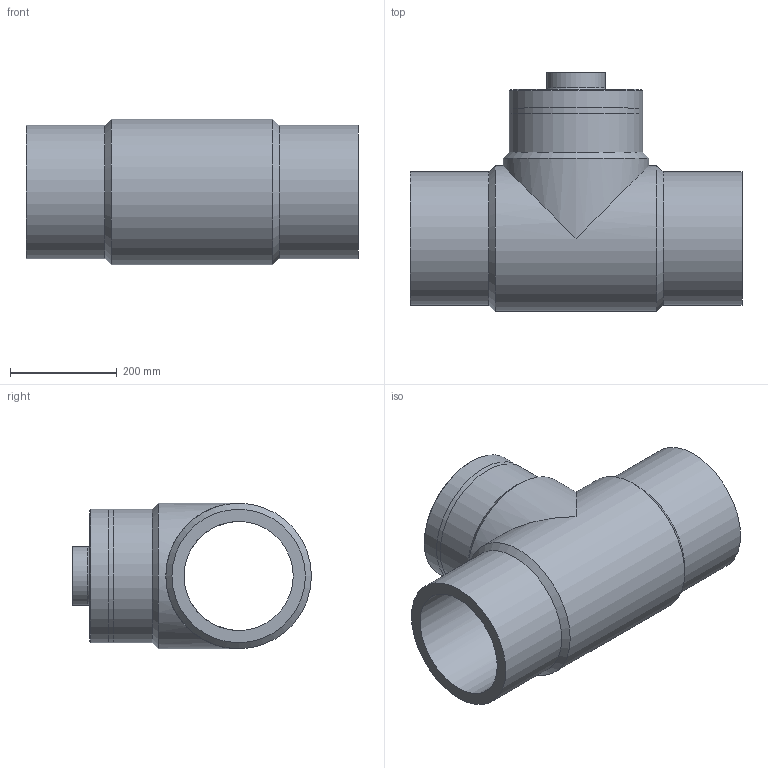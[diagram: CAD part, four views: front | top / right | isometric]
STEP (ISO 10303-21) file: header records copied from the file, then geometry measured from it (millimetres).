
FILE_DESCRIPTION (( 'STEP AP203' ), '1' );
FILE_NAME ('581248626.STEP', '2017-08-02T15:48:10', ( '' ), ( '' ), 'SwSTEP 2.0', 'SolidWorks 2017', '' );
FILE_SCHEMA (( 'CONFIG_CONTROL_DESIGN' ));
Length unit declared in the file: inch
Products named in the file (1): 581248626
Bounding box: 622 x 447.5 x 272.7 mm (x, y, z)
Volume: 15949258.5 mm3; surface area: 1251650.8 mm2
Topology: 2 solids, 2 shells, 25 faces, 56 edges, 35 vertices
Faces by surface type: cylinder 11, plane 6, cone 5, torus 3
Full cylindrical faces by diameter (mm): 89.967 x1, 109.982 x1, 204.521 x1, 204.6 x2, 249.936 x1, 250 x3, 272.7 x2
Entity records: 619 total; most frequent: DIRECTION 100, CARTESIAN_POINT 94, ORIENTED_EDGE 56, EDGE_LOOP 52, AXIS2_PLACEMENT_3D 50, FACE_OUTER_BOUND 39, EDGE_CURVE 28, VERTEX_POINT 28
